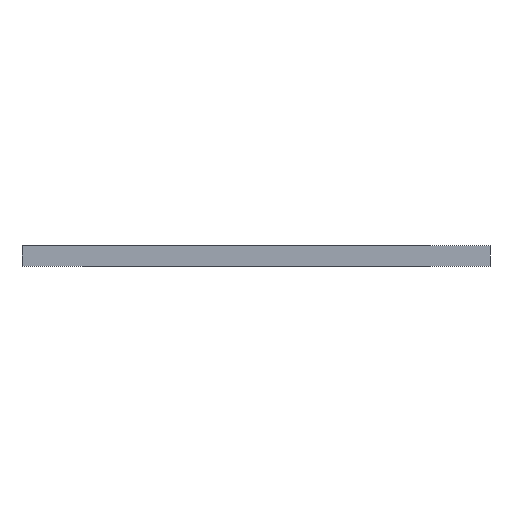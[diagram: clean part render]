
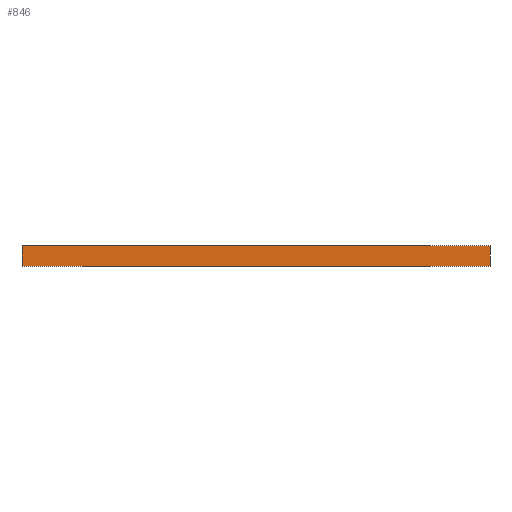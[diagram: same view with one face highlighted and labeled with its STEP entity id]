
A CAD part, front view. The second image highlights one B-rep face of the part: STEP entity #846.
In plain terms, the highlighted planar face has unit normal (0, -1, 0).
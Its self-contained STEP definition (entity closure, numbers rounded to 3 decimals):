
#48 = LINE ( 'NONE', #2471, #78 ) ;
#78 = VECTOR ( 'NONE', #1509, 1000. ) ;
#134 = CARTESIAN_POINT ( 'NONE',  ( -15., -22.5, 0.65 ) ) ;
#141 = AXIS2_PLACEMENT_3D ( 'NONE', #883, #1793, #2479 ) ;
#215 = EDGE_CURVE ( 'NONE', #1706, #1890, #2270, .T. ) ;
#360 = VERTEX_POINT ( 'NONE', #1836 ) ;
#412 = LINE ( 'NONE', #1748, #2957 ) ;
#518 = ORIENTED_EDGE ( 'NONE', *, *, #215, .T. ) ;
#756 = DIRECTION ( 'NONE',  ( 0., 0., -1. ) ) ;
#766 = ORIENTED_EDGE ( 'NONE', *, *, #2742, .F. ) ;
#846 = ADVANCED_FACE ( 'NONE', ( #1201 ), #1068, .F. ) ;
#883 = CARTESIAN_POINT ( 'NONE',  ( 15., -22.5, 0.65 ) ) ;
#1068 = PLANE ( 'NONE',  #141 ) ;
#1071 = ORIENTED_EDGE ( 'NONE', *, *, #2010, .T. ) ;
#1153 = ORIENTED_EDGE ( 'NONE', *, *, #1700, .F. ) ;
#1201 = FACE_OUTER_BOUND ( 'NONE', #2102, .T. ) ;
#1332 = VERTEX_POINT ( 'NONE', #134 ) ;
#1414 = LINE ( 'NONE', #2828, #2751 ) ;
#1509 = DIRECTION ( 'NONE',  ( 1., 0., 0. ) ) ;
#1651 = DIRECTION ( 'NONE',  ( 1., 0., 0. ) ) ;
#1700 = EDGE_CURVE ( 'NONE', #360, #1890, #412, .T. ) ;
#1706 = VERTEX_POINT ( 'NONE', #2205 ) ;
#1748 = CARTESIAN_POINT ( 'NONE',  ( 15., -22.5, 0.65 ) ) ;
#1793 = DIRECTION ( 'NONE',  ( 0., 1., 0. ) ) ;
#1836 = CARTESIAN_POINT ( 'NONE',  ( 15., -22.5, 0.65 ) ) ;
#1890 = VERTEX_POINT ( 'NONE', #1932 ) ;
#1932 = CARTESIAN_POINT ( 'NONE',  ( 15., -22.5, -0.65 ) ) ;
#1943 = VECTOR ( 'NONE', #1651, 1000. ) ;
#2010 = EDGE_CURVE ( 'NONE', #1332, #1706, #1414, .T. ) ;
#2102 = EDGE_LOOP ( 'NONE', ( #518, #1153, #766, #1071 ) ) ;
#2205 = CARTESIAN_POINT ( 'NONE',  ( -15., -22.5, -0.65 ) ) ;
#2270 = LINE ( 'NONE', #2807, #1943 ) ;
#2442 = DIRECTION ( 'NONE',  ( 0., 0., -1. ) ) ;
#2471 = CARTESIAN_POINT ( 'NONE',  ( 15., -22.5, 0.65 ) ) ;
#2479 = DIRECTION ( 'NONE',  ( -1., 0., 0. ) ) ;
#2742 = EDGE_CURVE ( 'NONE', #1332, #360, #48, .T. ) ;
#2751 = VECTOR ( 'NONE', #756, 1000. ) ;
#2807 = CARTESIAN_POINT ( 'NONE',  ( 15., -22.5, -0.65 ) ) ;
#2828 = CARTESIAN_POINT ( 'NONE',  ( -15., -22.5, 0.65 ) ) ;
#2957 = VECTOR ( 'NONE', #2442, 1000. ) ;
